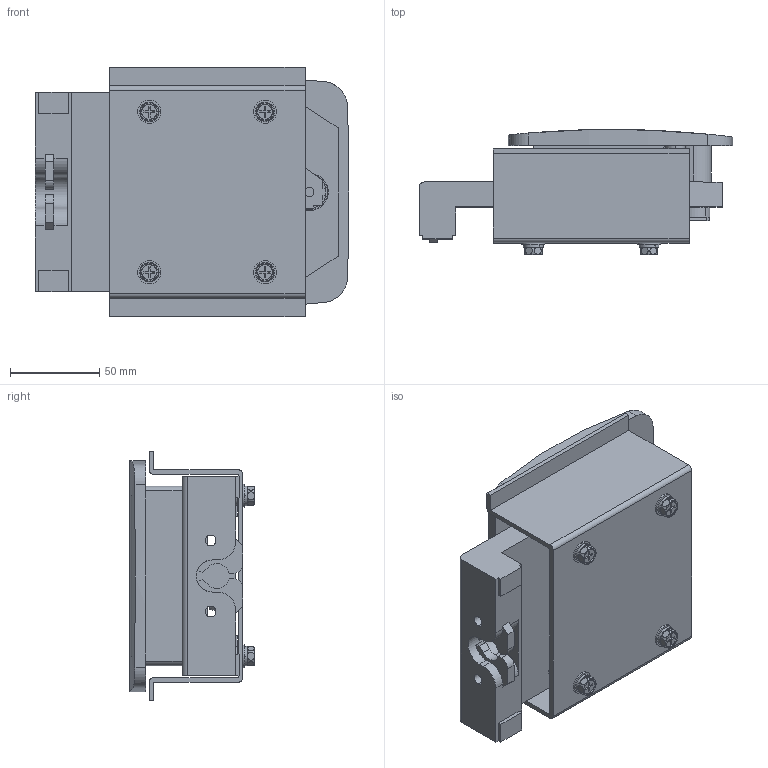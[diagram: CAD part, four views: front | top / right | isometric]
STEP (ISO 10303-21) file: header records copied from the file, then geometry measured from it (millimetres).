
FILE_DESCRIPTION (( 'STEP AP203' ), '1' );
FILE_NAME ('A-887.STEP', '2011-09-09T07:06:04', ( '' ), ( '' ), 'SwSTEP 2.0', 'SolidWorks 2011', '' );
FILE_SCHEMA (( 'CONFIG_CONTROL_DESIGN' ));
Length unit declared in the file: millimetre
Products named in the file (10): A-887僴儞僪儖傾僙儞僽儕_; A-887ハンドル_; A-887ケース_; A-887; A-887儃儖僩M6__M6亊20; A-887ブラケット_; A-887僾儗乕僩傾僙儞僽儕_; A-887僋儕僢僋僽僢僔儏_; A-887ジョイント_; A-887プレート_
Assembly tree (14 placements, depth 3):
  A-887
    A-887僾儗乕僩傾僙儞僽儕_
      A-887僋儕僢僋僽僢僔儏_  x2
      A-887ジョイント_  x2
      A-887プレート_
    A-887儃儖僩M6__M6亊20  x4
    A-887ブラケット_
    A-887僴儞僪儖傾僙儞僽儕_
      A-887ケース_
      A-887ハンドル_
Bounding box: 176 x 70.13 x 140 mm (x, y, z)
Volume: 546265.3 mm3; surface area: 187383 mm2
Topology: 12 solids, 12 shells, 737 faces, 1845 edges, 1186 vertices
Faces by surface type: plane 431, cylinder 214, torus 60, cone 28, bspline 4
Entity records: 18991 total; most frequent: CARTESIAN_POINT 4785, DIRECTION 2791, ORIENTED_EDGE 2672, EDGE_CURVE 1336, AXIS2_PLACEMENT_3D 1006, VERTEX_POINT 864, VECTOR 779, LINE 779
